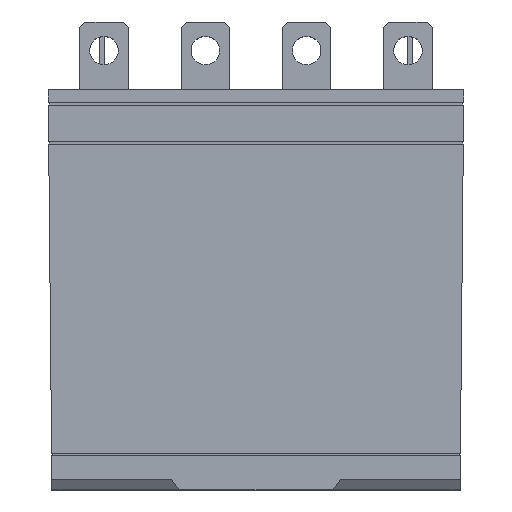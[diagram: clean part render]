
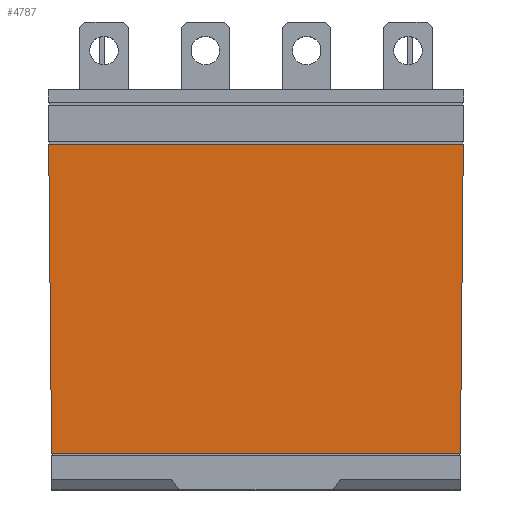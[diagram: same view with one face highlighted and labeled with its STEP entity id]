
A CAD part, top view. The second image highlights one B-rep face of the part: STEP entity #4787.
In plain terms, the highlighted planar face has unit normal (0, -0.009, 1).
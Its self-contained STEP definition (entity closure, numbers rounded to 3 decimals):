
#3891=CARTESIAN_POINT('POS438',(-20.319,
   -0.131,13.969));
#3892=DIRECTION('DIR585',(0.009,-1.,
   -0.009));
#3893=VECTOR('VEC291',#3892,25.4);
#3894=LINE('STRAIGHT291',#3891,#3893);
#3915=CARTESIAN_POINT('POS441',(20.318,
   -0.19,13.968));
#3916=DIRECTION('DIR589',(-0.009,-1.,
   -0.009));
#3917=VECTOR('VEC293',#3916,25.4);
#3918=LINE('STRAIGHT293',#3915,#3917);
#3925=CARTESIAN_POINT('POS442',(-20.32,0.,
   13.97));
#3926=DIRECTION('DIR590',(0.,-0.009,
   1.));
#3927=DIRECTION('DIR591',(1.,0.,
   0.));
#3928=AXIS2_PLACEMENT_3D('AXIS149',#3925,#3926,#3927);
#3929=PLANE('PLANE104',#3928);
#4582=CARTESIAN_POINT('POINT277',(-20.27,-5.334,
   13.92));
#4583=VERTEX_POINT('VERTEX277',#4582);
#4592=CARTESIAN_POINT('POINT279',(20.27,-5.334,
   13.92));
#4593=VERTEX_POINT('VERTEX279',#4592);
#4594=CARTESIAN_POINT('POS519',(-10.16,-5.334,
   13.92));
#4595=DIRECTION('DIR688',(-1.,0.,
   0.));
#4596=VECTOR('VEC350',#4595,25.4);
#4597=LINE('STRAIGHT350',#4594,#4596);
#4598=EDGE_CURVE('EDGE414',#4593,#4583,#4597,.T.);
#4728=CARTESIAN_POINT('POINT285',(19.987,-35.56,
   13.637));
#4729=VERTEX_POINT('VERTEX285',#4728);
#4741=EDGE_CURVE('EDGE427',#4593,#4729,#3918,.T.);
#4761=CARTESIAN_POINT('POINT288',(-19.987,-35.56,
   13.637));
#4762=VERTEX_POINT('VERTEX288',#4761);
#4769=EDGE_CURVE('EDGE431',#4583,#4762,#3894,.T.);
#4776=CARTESIAN_POINT('POS538',(-10.16,-35.56,
   13.637));
#4777=DIRECTION('DIR712',(1.,0.,
   0.));
#4778=VECTOR('VEC364',#4777,25.4);
#4779=LINE('STRAIGHT364',#4776,#4778);
#4780=EDGE_CURVE('EDGE432',#4762,#4729,#4779,.T.);
#4781=ORIENTED_EDGE('COEDGE853',*,*,#4780,.T.);
#4782=ORIENTED_EDGE('COEDGE854',*,*,#4741,.F.);
#4783=ORIENTED_EDGE('COEDGE855',*,*,#4598,.T.);
#4784=ORIENTED_EDGE('COEDGE856',*,*,#4769,.T.);
#4785=EDGE_LOOP('NONE',(#4781,#4782,#4783,#4784));
#4786=FACE_BOUND('LOOP1',#4785,.T.);
#4787=ADVANCED_FACE('FACE167',(#4786),#3929,.T.);
